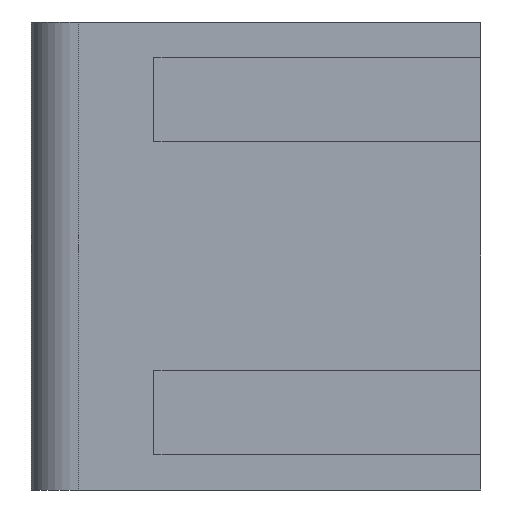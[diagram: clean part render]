
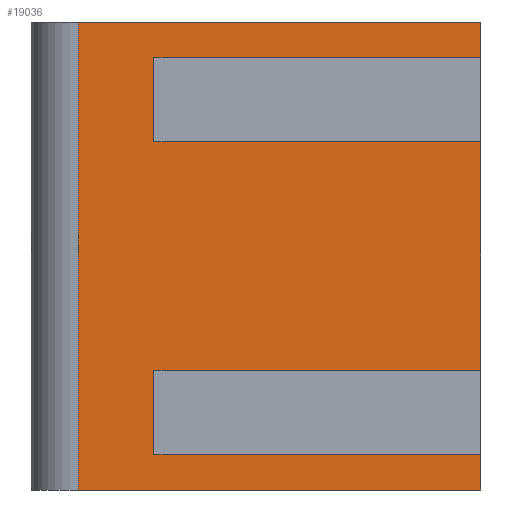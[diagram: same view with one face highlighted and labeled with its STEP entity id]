
A CAD part, left-side view. The second image highlights one B-rep face of the part: STEP entity #19036.
In plain terms, the highlighted planar face has unit normal (-1, 0, 0).
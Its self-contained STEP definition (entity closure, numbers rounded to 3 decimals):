
#194=PLANE('',#21534);
#1048=LINE('',#34313,#1939);
#1052=LINE('',#34322,#1943);
#1056=LINE('',#34329,#1947);
#1059=LINE('',#34336,#1950);
#1063=LINE('',#34345,#1954);
#1067=LINE('',#34352,#1958);
#1070=LINE('',#34357,#1961);
#1071=LINE('',#34359,#1962);
#1072=LINE('',#34361,#1963);
#1073=LINE('',#34363,#1964);
#1074=LINE('',#34365,#1965);
#1075=LINE('',#34366,#1966);
#1939=VECTOR('',#27317,10.);
#1943=VECTOR('',#27323,10.);
#1947=VECTOR('',#27329,10.);
#1950=VECTOR('',#27336,10.);
#1954=VECTOR('',#27342,10.);
#1958=VECTOR('',#27348,10.);
#1961=VECTOR('',#27355,10.);
#1962=VECTOR('',#27356,10.);
#1963=VECTOR('',#27357,10.);
#1964=VECTOR('',#27358,10.);
#1965=VECTOR('',#27359,10.);
#1966=VECTOR('',#27360,10.);
#3630=FACE_OUTER_BOUND('',#4796,.T.);
#4796=EDGE_LOOP('',(#16267,#16268,#16269,#16270,#16271,#16272,#16273,#16274,
#16275,#16276,#16277,#16278));
#7800=VERTEX_POINT('',#34311);
#7801=VERTEX_POINT('',#34312);
#7804=VERTEX_POINT('',#34320);
#7805=VERTEX_POINT('',#34321);
#7808=VERTEX_POINT('',#34334);
#7809=VERTEX_POINT('',#34335);
#7812=VERTEX_POINT('',#34343);
#7813=VERTEX_POINT('',#34344);
#7816=VERTEX_POINT('',#34358);
#7817=VERTEX_POINT('',#34360);
#7818=VERTEX_POINT('',#34362);
#7819=VERTEX_POINT('',#34364);
#10632=EDGE_CURVE('',#7800,#7801,#1048,.T.);
#10636=EDGE_CURVE('',#7804,#7805,#1052,.T.);
#10640=EDGE_CURVE('',#7801,#7804,#1056,.T.);
#10643=EDGE_CURVE('',#7808,#7809,#1059,.T.);
#10647=EDGE_CURVE('',#7812,#7813,#1063,.T.);
#10651=EDGE_CURVE('',#7813,#7808,#1067,.T.);
#10654=EDGE_CURVE('',#7805,#7812,#1070,.T.);
#10655=EDGE_CURVE('',#7809,#7816,#1071,.T.);
#10656=EDGE_CURVE('',#7816,#7817,#1072,.T.);
#10657=EDGE_CURVE('',#7818,#7817,#1073,.T.);
#10658=EDGE_CURVE('',#7819,#7818,#1074,.T.);
#10659=EDGE_CURVE('',#7819,#7800,#1075,.T.);
#16267=ORIENTED_EDGE('',*,*,#10636,.T.);
#16268=ORIENTED_EDGE('',*,*,#10654,.T.);
#16269=ORIENTED_EDGE('',*,*,#10647,.T.);
#16270=ORIENTED_EDGE('',*,*,#10651,.T.);
#16271=ORIENTED_EDGE('',*,*,#10643,.T.);
#16272=ORIENTED_EDGE('',*,*,#10655,.T.);
#16273=ORIENTED_EDGE('',*,*,#10656,.T.);
#16274=ORIENTED_EDGE('',*,*,#10657,.F.);
#16275=ORIENTED_EDGE('',*,*,#10658,.F.);
#16276=ORIENTED_EDGE('',*,*,#10659,.T.);
#16277=ORIENTED_EDGE('',*,*,#10632,.T.);
#16278=ORIENTED_EDGE('',*,*,#10640,.T.);
#19036=ADVANCED_FACE('',(#3630),#194,.T.);
#21534=AXIS2_PLACEMENT_3D('',#34356,#27353,#27354);
#27317=DIRECTION('',(0.,1.,0.));
#27323=DIRECTION('',(0.,-1.,0.));
#27329=DIRECTION('',(0.,0.,1.));
#27336=DIRECTION('',(0.,-1.,0.));
#27342=DIRECTION('',(0.,1.,0.));
#27348=DIRECTION('',(0.,0.,1.));
#27353=DIRECTION('center_axis',(-1.,0.,0.));
#27354=DIRECTION('ref_axis',(0.,0.,1.));
#27355=DIRECTION('',(0.,0.,1.));
#27356=DIRECTION('',(0.,0.,1.));
#27357=DIRECTION('',(0.,1.,0.));
#27358=DIRECTION('',(0.,0.,1.));
#27359=DIRECTION('',(0.,1.,0.));
#27360=DIRECTION('',(0.,0.,1.));
#34311=CARTESIAN_POINT('',(-1.6,0.,-1.06));
#34312=CARTESIAN_POINT('',(-1.6,1.745,-1.06));
#34313=CARTESIAN_POINT('',(-1.6,0.,-1.06));
#34320=CARTESIAN_POINT('',(-1.6,1.745,-0.61));
#34321=CARTESIAN_POINT('',(-1.6,0.,-0.61));
#34322=CARTESIAN_POINT('',(-1.6,0.872,-0.61));
#34329=CARTESIAN_POINT('',(-1.6,1.745,-1.155));
#34334=CARTESIAN_POINT('',(-1.6,1.745,1.06));
#34335=CARTESIAN_POINT('',(-1.6,0.,1.06));
#34336=CARTESIAN_POINT('',(-1.6,0.,1.06));
#34343=CARTESIAN_POINT('',(-1.6,0.,0.61));
#34344=CARTESIAN_POINT('',(-1.6,1.745,0.61));
#34345=CARTESIAN_POINT('',(-1.6,0.872,0.61));
#34352=CARTESIAN_POINT('',(-1.6,1.745,-0.095));
#34356=CARTESIAN_POINT('Origin',(-1.6,0.,-1.25));
#34357=CARTESIAN_POINT('',(-1.6,0.,-1.25));
#34358=CARTESIAN_POINT('',(-1.6,0.,1.25));
#34359=CARTESIAN_POINT('',(-1.6,0.,-1.25));
#34360=CARTESIAN_POINT('',(-1.6,2.15,1.25));
#34361=CARTESIAN_POINT('',(-1.6,0.,1.25));
#34362=CARTESIAN_POINT('',(-1.6,2.15,-1.25));
#34363=CARTESIAN_POINT('',(-1.6,2.15,-0.625));
#34364=CARTESIAN_POINT('',(-1.6,0.,-1.25));
#34365=CARTESIAN_POINT('',(-1.6,0.,-1.25));
#34366=CARTESIAN_POINT('',(-1.6,0.,-1.25));
